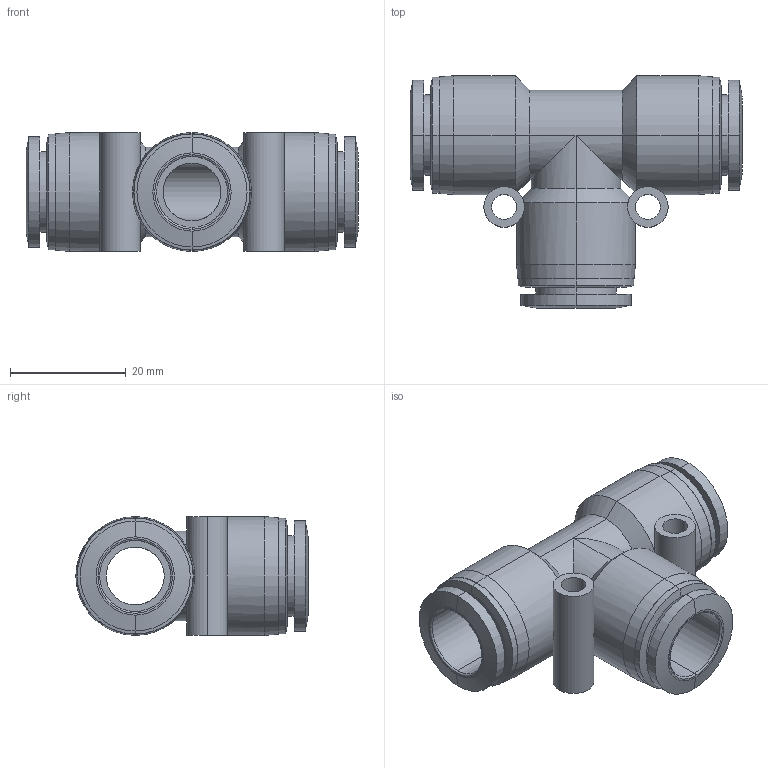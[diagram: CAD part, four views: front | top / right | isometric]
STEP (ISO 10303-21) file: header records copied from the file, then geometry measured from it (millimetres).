
FILE_DESCRIPTION (( 'STEP AP214' ), '1' );
FILE_NAME ('UT12M.step', '2016-02-24T20:49:44', ( '' ), ( '' ), 'SwSTEP 2.0', 'SolidWorks 2015', '' );
FILE_SCHEMA (( 'AUTOMOTIVE_DESIGN' ));
Length unit declared in the file: inch
Products named in the file (1): UT12M
Bounding box: 57.3 x 40.1 x 20.5 mm (x, y, z)
Volume: 13822.8 mm3; surface area: 10330.1 mm2
Topology: 1 solids, 1 shells, 97 faces, 216 edges, 130 vertices
Faces by surface type: cylinder 48, cone 24, plane 19, torus 6
Entity records: 4231 total; most frequent: CARTESIAN_POINT 688, DIRECTION 520, ORIENTED_EDGE 432, AXIS2_PLACEMENT_3D 222, EDGE_CURVE 216, VERTEX_POINT 130, CIRCLE 124, EDGE_LOOP 118
